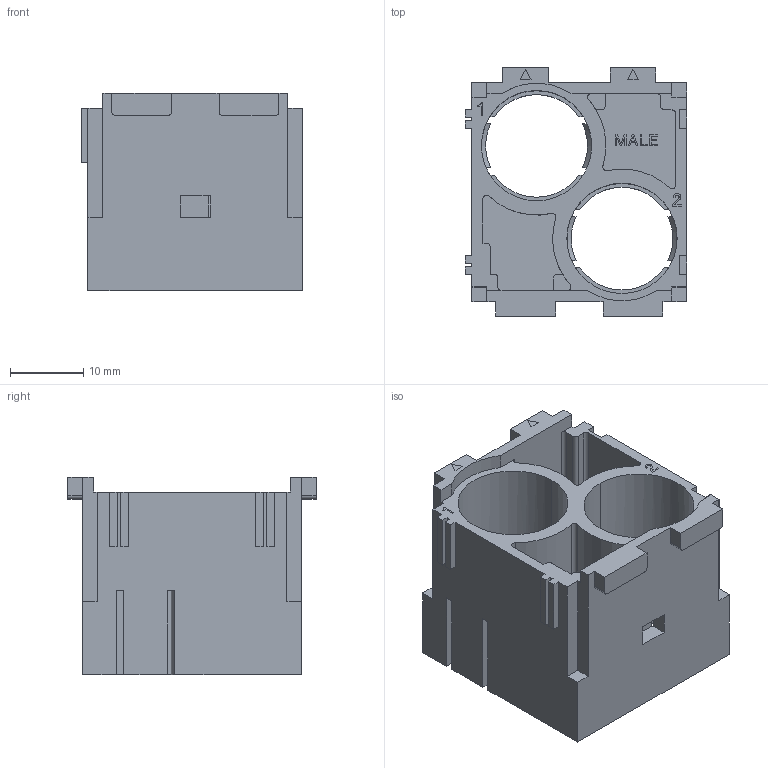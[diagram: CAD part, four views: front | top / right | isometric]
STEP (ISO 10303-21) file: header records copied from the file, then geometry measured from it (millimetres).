
FILE_DESCRIPTION(('Creo Elements/Direct Modeling STEP Export'),'2;1');
FILE_NAME('0ln7uvk5p74scns2508','2023-02-14T 9:49:37',(''),(''),'Creo Elements/Direct Modeling STEP processor for AP214 (Solid Model)','Creo Elements/Direct Modeling 20.1B 02-Apr-2019 (C) Parametric Technology GmbH','');
FILE_SCHEMA(('AUTOMOTIVE_DESIGN { 1 0 10303 214 1 1 1 1 }'));
Length unit declared in the file: millimetre
Products named in the file (2): CX 02 MPBM
Assembly tree (1 placements, depth 2):
  CX 02 MPBM
    CX 02 MPBM
Bounding box: 30.3 x 34 x 27 mm (x, y, z)
Volume: 7715.2 mm3; surface area: 9388.7 mm2
Topology: 1 solids, 1 shells, 313 faces, 970 edges, 668 vertices
Faces by surface type: plane 251, cylinder 58, cone 4
Entity records: 13332 total; most frequent: CARTESIAN_POINT 2024, ORIENTED_EDGE 1940, DIRECTION 1690, EDGE_CURVE 970, VECTOR 814, LINE 814, VERTEX_POINT 668, AXIS2_PLACEMENT_3D 438
